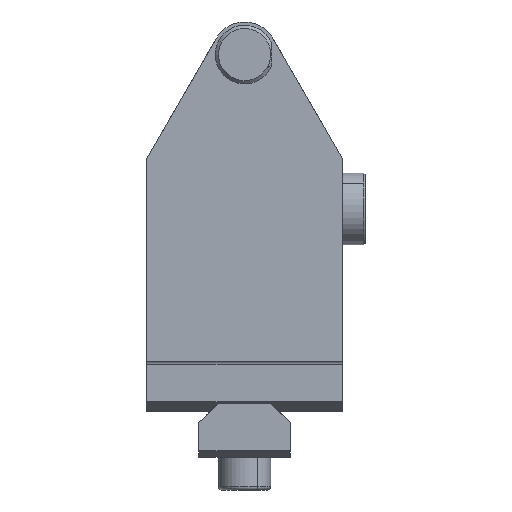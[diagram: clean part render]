
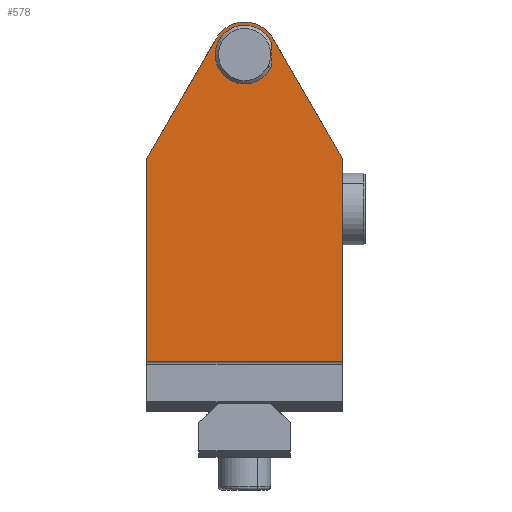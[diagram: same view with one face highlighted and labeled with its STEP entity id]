
A CAD part, left-side view. The second image highlights one B-rep face of the part: STEP entity #578.
In plain terms, the highlighted planar face has unit normal (-1, 0, 0).
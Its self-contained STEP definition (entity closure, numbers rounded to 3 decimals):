
#100=FACE_BOUND('',#849,.T.);
#101=FACE_BOUND('',#850,.T.);
#126=LINE('',#2940,#329);
#143=LINE('',#2980,#346);
#144=LINE('',#2983,#347);
#145=LINE('',#2984,#348);
#146=LINE('',#2988,#349);
#329=VECTOR('',#2341,1.);
#346=VECTOR('',#2368,1.);
#347=VECTOR('',#2369,1.);
#348=VECTOR('',#2370,1.);
#349=VECTOR('',#2373,1.);
#578=ADVANCED_FACE(
'TRKH_T160-31-152A-00-T___100448765_ASS_000_-.1\\GRUNDKOERPER_T350-31-
100-00-S___100061608_PRT_000_- .1\\HAUPTK\X\D6RPER',(#100,#101),#685,.F.);
#685=PLANE('',#2138);
#849=EDGE_LOOP('',(#1000,#1001));
#850=EDGE_LOOP('',(#1002,#1003,#1004,#1005,#1006,#1007));
#1000=ORIENTED_EDGE('',*,*,#1787,.T.);
#1001=ORIENTED_EDGE('',*,*,#1788,.T.);
#1002=ORIENTED_EDGE('',*,*,#1789,.F.);
#1003=ORIENTED_EDGE('',*,*,#1790,.F.);
#1004=ORIENTED_EDGE('',*,*,#1769,.F.);
#1005=ORIENTED_EDGE('',*,*,#1791,.F.);
#1006=ORIENTED_EDGE('',*,*,#1792,.F.);
#1007=ORIENTED_EDGE('',*,*,#1793,.F.);
#1573=VERTEX_POINT('',#2939);
#1574=VERTEX_POINT('',#2941);
#1590=VERTEX_POINT('',#2977);
#1591=VERTEX_POINT('',#2978);
#1592=VERTEX_POINT('',#2981);
#1593=VERTEX_POINT('',#2982);
#1594=VERTEX_POINT('',#2985);
#1595=VERTEX_POINT('',#2987);
#1769=EDGE_CURVE('LINE',#1573,#1574,#126,.T.);
#1787=EDGE_CURVE('',#1590,#1591,#2055,.T.);
#1788=EDGE_CURVE('',#1591,#1590,#2056,.T.);
#1789=EDGE_CURVE('LINE',#1592,#1593,#143,.T.);
#1790=EDGE_CURVE('LINE',#1574,#1592,#144,.T.);
#1791=EDGE_CURVE('LINE',#1594,#1573,#145,.T.);
#1792=EDGE_CURVE('GENERATED CIRCLE',#1595,#1594,#2057,.T.);
#1793=EDGE_CURVE('LINE',#1593,#1595,#146,.T.);
#2055=CIRCLE('',#2135,8.3);
#2056=CIRCLE('',#2136,8.3);
#2057=CIRCLE('',#2137,10.);
#2135=AXIS2_PLACEMENT_3D('',#2976,#2364,#2365);
#2136=AXIS2_PLACEMENT_3D('',#2979,#2366,#2367);
#2137=AXIS2_PLACEMENT_3D('',#2986,#2371,#2372);
#2138=AXIS2_PLACEMENT_3D('',#2989,#2374,#2375);
#2341=DIRECTION('',(0.,0.,-1.));
#2364=DIRECTION('',(1.,0.,0.));
#2365=DIRECTION('',(0.,1.,0.));
#2366=DIRECTION('',(1.,0.,0.));
#2367=DIRECTION('',(0.,1.,0.));
#2368=DIRECTION('',(0.,0.,1.));
#2369=DIRECTION('',(0.,1.,0.));
#2370=DIRECTION('',(0.,-0.5,-0.866));
#2371=DIRECTION('',(1.,0.,0.));
#2372=DIRECTION('',(0.,1.,0.));
#2373=DIRECTION('',(0.,-0.5,0.866));
#2374=DIRECTION('',(1.,0.,0.));
#2375=DIRECTION('',(0.,0.,1.));
#2939=CARTESIAN_POINT('',(-60.,-30.,7.138));
#2940=CARTESIAN_POINT('',(-60.,-30.,-23.881));
#2941=CARTESIAN_POINT('',(-60.,-30.,-54.9));
#2976=CARTESIAN_POINT('',(-60.,0.,39.1));
#2977=CARTESIAN_POINT('',(-60.,-7.284,35.121));
#2978=CARTESIAN_POINT('',(-60.,7.284,43.079));
#2979=CARTESIAN_POINT('',(-60.,0.,39.1));
#2980=CARTESIAN_POINT('',(-60.,30.,-23.881));
#2981=CARTESIAN_POINT('',(-60.,30.,-54.9));
#2982=CARTESIAN_POINT('',(-60.,30.,7.138));
#2983=CARTESIAN_POINT('',(-60.,0.,-54.9));
#2984=CARTESIAN_POINT('',(-60.,-19.33,25.619));
#2985=CARTESIAN_POINT('',(-60.,-8.66,44.1));
#2986=CARTESIAN_POINT('',(-60.,0.,39.1));
#2987=CARTESIAN_POINT('',(-60.,8.66,44.1));
#2988=CARTESIAN_POINT('',(-60.,19.33,25.619));
#2989=CARTESIAN_POINT('',(-60.,0.,39.1));
